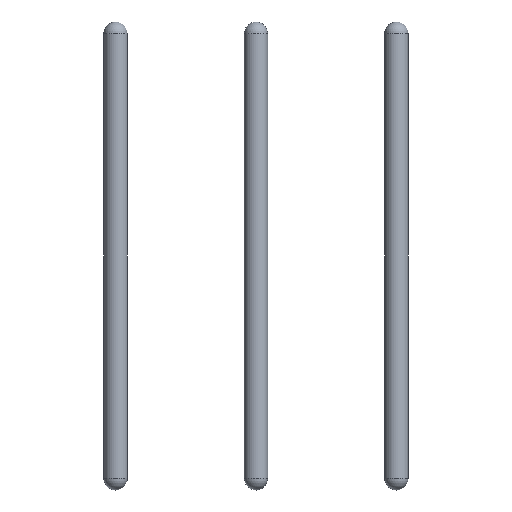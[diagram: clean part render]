
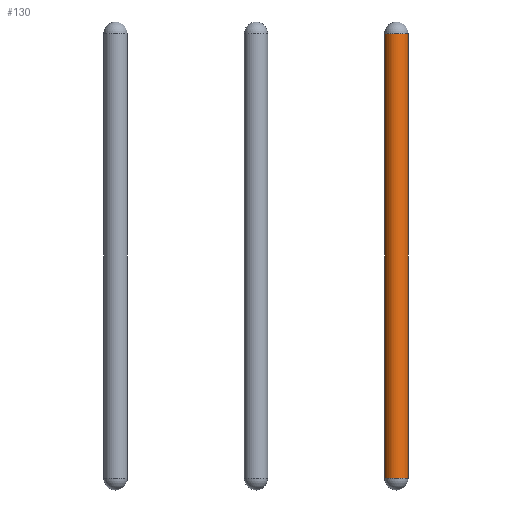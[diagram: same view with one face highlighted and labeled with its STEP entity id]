
A CAD part, front view. The second image highlights one B-rep face of the part: STEP entity #130.
In plain terms, the highlighted cylindrical face has radius 0.318 mm (diameter 0.635 mm), a full revolution.
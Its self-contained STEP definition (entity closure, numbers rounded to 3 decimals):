
#24=LINE('',#249,#27);
#27=VECTOR('',#206,0.318);
#30=CYLINDRICAL_SURFACE('',#164,0.318);
#37=FACE_OUTER_BOUND('',#46,.T.);
#46=EDGE_LOOP('',(#105,#106,#107,#108));
#54=CIRCLE('',#159,0.318);
#56=CIRCLE('',#162,0.318);
#66=VERTEX_POINT('',#239);
#68=VERTEX_POINT('',#244);
#79=EDGE_CURVE('',#66,#66,#54,.T.);
#81=EDGE_CURVE('',#68,#68,#56,.T.);
#83=EDGE_CURVE('',#68,#66,#24,.T.);
#105=ORIENTED_EDGE('',*,*,#81,.F.);
#106=ORIENTED_EDGE('',*,*,#83,.T.);
#107=ORIENTED_EDGE('',*,*,#79,.F.);
#108=ORIENTED_EDGE('',*,*,#83,.F.);
#130=ADVANCED_FACE('',(#37),#30,.T.);
#159=AXIS2_PLACEMENT_3D('',#240,#194,#195);
#162=AXIS2_PLACEMENT_3D('',#245,#200,#201);
#164=AXIS2_PLACEMENT_3D('',#248,#204,#205);
#194=DIRECTION('center_axis',(0.,0.,-1.));
#195=DIRECTION('ref_axis',(1.,0.,0.));
#200=DIRECTION('center_axis',(0.,0.,1.));
#201=DIRECTION('ref_axis',(1.,0.,0.));
#204=DIRECTION('center_axis',(0.,0.,1.));
#205=DIRECTION('ref_axis',(1.,0.,0.));
#206=DIRECTION('',(0.,0.,-1.));
#239=CARTESIAN_POINT('',(3.493,0.,0.323));
#240=CARTESIAN_POINT('Origin',(3.81,0.,0.323));
#244=CARTESIAN_POINT('',(3.493,0.,12.388));
#245=CARTESIAN_POINT('Origin',(3.81,0.,12.388));
#248=CARTESIAN_POINT('Origin',(3.81,0.,6.355));
#249=CARTESIAN_POINT('',(3.493,0.,6.355));
